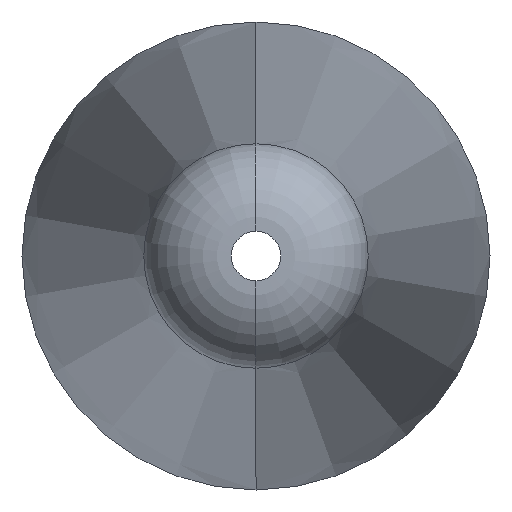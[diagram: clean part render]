
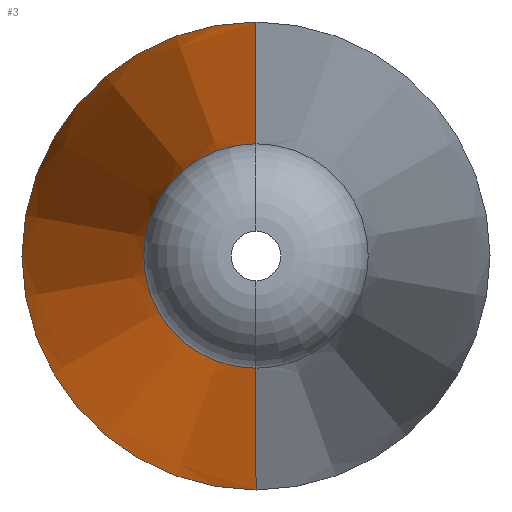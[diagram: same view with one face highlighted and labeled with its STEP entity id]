
A CAD part, left-side view. The second image highlights one B-rep face of the part: STEP entity #3.
In plain terms, the highlighted conical face has half-angle 3.5 degrees and reference radius 5.658 mm.
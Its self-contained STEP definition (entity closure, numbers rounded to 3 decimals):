
#1 = DIRECTION ( 'NONE',  ( 0., 0., 1. ) ) ;
#3 = ADVANCED_FACE ( 'NONE', ( #140 ), #108, .T. ) ;
#5 = DIRECTION ( 'NONE',  ( -1., 0., 0. ) ) ;
#8 = CIRCLE ( 'NONE', #219, 2.714 ) ;
#15 = EDGE_LOOP ( 'NONE', ( #220, #34, #44, #128 ) ) ;
#23 = VERTEX_POINT ( 'NONE', #210 ) ;
#27 = CARTESIAN_POINT ( 'NONE',  ( 50., 0., -5.658 ) ) ;
#30 = AXIS2_PLACEMENT_3D ( 'NONE', #85, #194, #156 ) ;
#34 = ORIENTED_EDGE ( 'NONE', *, *, #117, .T. ) ;
#38 = VERTEX_POINT ( 'NONE', #104 ) ;
#44 = ORIENTED_EDGE ( 'NONE', *, *, #66, .F. ) ;
#57 = LINE ( 'NONE', #125, #203 ) ;
#59 = CARTESIAN_POINT ( 'NONE',  ( 50., 0., -5.658 ) ) ;
#63 = VERTEX_POINT ( 'NONE', #211 ) ;
#65 = CIRCLE ( 'NONE', #98, 5.658 ) ;
#66 = EDGE_CURVE ( 'NONE', #114, #38, #65, .T. ) ;
#72 = EDGE_CURVE ( 'NONE', #23, #63, #8, .T. ) ;
#74 = DIRECTION ( 'NONE',  ( 0.998, 0., -0.061 ) ) ;
#75 = VECTOR ( 'NONE', #74, 1000. ) ;
#85 = CARTESIAN_POINT ( 'NONE',  ( 50., 0., 0. ) ) ;
#91 = DIRECTION ( 'NONE',  ( 0.998, 0., 0.061 ) ) ;
#98 = AXIS2_PLACEMENT_3D ( 'NONE', #157, #176, #208 ) ;
#104 = CARTESIAN_POINT ( 'NONE',  ( 50., 0., 5.658 ) ) ;
#105 = EDGE_CURVE ( 'NONE', #63, #114, #181, .T. ) ;
#108 = CONICAL_SURFACE ( 'NONE', #30, 5.658, 0.061 ) ;
#114 = VERTEX_POINT ( 'NONE', #59 ) ;
#117 = EDGE_CURVE ( 'NONE', #23, #38, #57, .T. ) ;
#119 = CARTESIAN_POINT ( 'NONE',  ( 1.871, 0., 0. ) ) ;
#125 = CARTESIAN_POINT ( 'NONE',  ( 50., 0., 5.658 ) ) ;
#128 = ORIENTED_EDGE ( 'NONE', *, *, #105, .F. ) ;
#140 = FACE_OUTER_BOUND ( 'NONE', #15, .T. ) ;
#156 = DIRECTION ( 'NONE',  ( 0., 0., -1. ) ) ;
#157 = CARTESIAN_POINT ( 'NONE',  ( 50., 0., 0. ) ) ;
#176 = DIRECTION ( 'NONE',  ( 1., 0., 0. ) ) ;
#181 = LINE ( 'NONE', #27, #75 ) ;
#194 = DIRECTION ( 'NONE',  ( 1., 0., 0. ) ) ;
#203 = VECTOR ( 'NONE', #91, 1000. ) ;
#208 = DIRECTION ( 'NONE',  ( 0., 0., -1. ) ) ;
#210 = CARTESIAN_POINT ( 'NONE',  ( 1.871, 0., 2.714 ) ) ;
#211 = CARTESIAN_POINT ( 'NONE',  ( 1.871, 0., -2.714 ) ) ;
#219 = AXIS2_PLACEMENT_3D ( 'NONE', #119, #5, #1 ) ;
#220 = ORIENTED_EDGE ( 'NONE', *, *, #72, .F. ) ;
